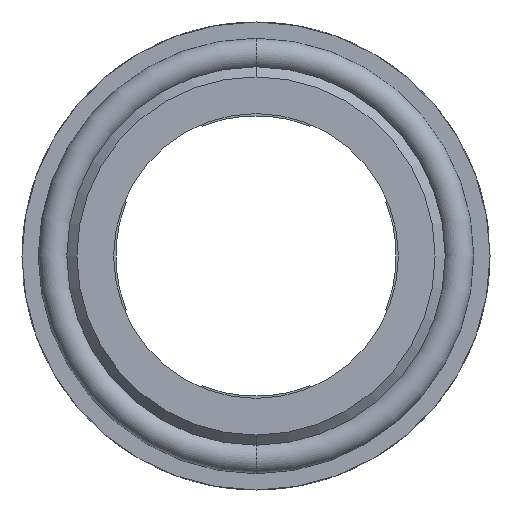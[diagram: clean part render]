
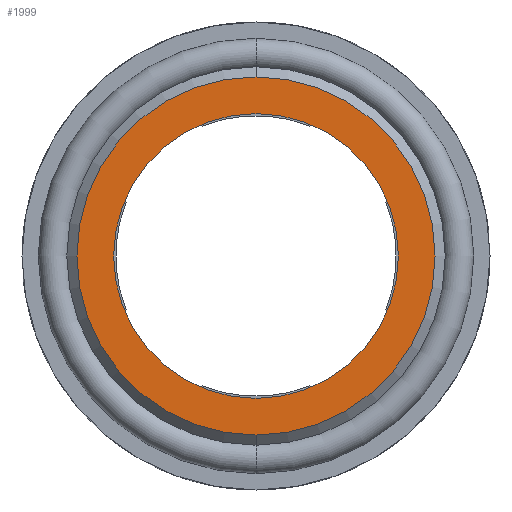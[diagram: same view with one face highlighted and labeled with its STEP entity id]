
A CAD part, front view. The second image highlights one B-rep face of the part: STEP entity #1999.
In plain terms, the highlighted planar face has unit normal (0, -1, 0).
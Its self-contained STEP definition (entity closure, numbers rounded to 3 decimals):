
#18 = AXIS2_PLACEMENT_3D ( 'NONE', #1753, #1752, #1751 ) ;
#20 = AXIS2_PLACEMENT_3D ( 'NONE', #1668, #1667, #1666 ) ;
#388 = EDGE_LOOP ( 'NONE', ( #1466, #1464 ) ) ;
#389 = EDGE_LOOP ( 'NONE', ( #1470, #1462 ) ) ;
#803 = AXIS2_PLACEMENT_3D ( 'NONE', #2032, #2036, #2037 ) ;
#805 = AXIS2_PLACEMENT_3D ( 'NONE', #2038, #2039, #2040 ) ;
#955 = EDGE_CURVE ( 'NONE', #1275, #1276, #1118, .T. ) ;
#963 = EDGE_CURVE ( 'NONE', #1273, #1274, #1125, .T. ) ;
#1061 = CIRCLE ( 'NONE', #803, 8.8 ) ;
#1062 = CIRCLE ( 'NONE', #805, 7. ) ;
#1118 = CIRCLE ( 'NONE', #18, 7. ) ;
#1125 = CIRCLE ( 'NONE', #20, 8.8 ) ;
#1230 = EDGE_CURVE ( 'NONE', #1274, #1273, #1061, .T. ) ;
#1231 = EDGE_CURVE ( 'NONE', #1276, #1275, #1062, .T. ) ;
#1273 = VERTEX_POINT ( 'NONE', #2122 ) ;
#1274 = VERTEX_POINT ( 'NONE', #2123 ) ;
#1275 = VERTEX_POINT ( 'NONE', #2124 ) ;
#1276 = VERTEX_POINT ( 'NONE', #2125 ) ;
#1462 = ORIENTED_EDGE ( 'NONE', *, *, #955, .T. ) ;
#1464 = ORIENTED_EDGE ( 'NONE', *, *, #963, .T. ) ;
#1466 = ORIENTED_EDGE ( 'NONE', *, *, #1230, .T. ) ;
#1470 = ORIENTED_EDGE ( 'NONE', *, *, #1231, .T. ) ;
#1534 = FACE_OUTER_BOUND ( 'NONE', #388, .T. ) ;
#1537 = FACE_BOUND ( 'NONE', #389, .T. ) ;
#1539 = AXIS2_PLACEMENT_3D ( 'NONE', #2254, #2255, #2256 ) ;
#1666 = DIRECTION ( 'NONE',  ( 0., 0., 1. ) ) ;
#1667 = DIRECTION ( 'NONE',  ( 0., -1., 0. ) ) ;
#1668 = CARTESIAN_POINT ( 'NONE',  ( 0., -9.852, 0. ) ) ;
#1751 = DIRECTION ( 'NONE',  ( 0., 0., 1. ) ) ;
#1752 = DIRECTION ( 'NONE',  ( 0., 1., 0. ) ) ;
#1753 = CARTESIAN_POINT ( 'NONE',  ( 0., -9.852, 0. ) ) ;
#1999 = ADVANCED_FACE ( 'NONE', ( #1534, #1537 ), #2253, .F. ) ;
#2032 = CARTESIAN_POINT ( 'NONE',  ( 0., -9.852, 0. ) ) ;
#2036 = DIRECTION ( 'NONE',  ( 0., -1., 0. ) ) ;
#2037 = DIRECTION ( 'NONE',  ( 0., 0., 1. ) ) ;
#2038 = CARTESIAN_POINT ( 'NONE',  ( 0., -9.852, 0. ) ) ;
#2039 = DIRECTION ( 'NONE',  ( 0., 1., 0. ) ) ;
#2040 = DIRECTION ( 'NONE',  ( 0., 0., 1. ) ) ;
#2122 = CARTESIAN_POINT ( 'NONE',  ( 0., -9.852, -8.8 ) ) ;
#2123 = CARTESIAN_POINT ( 'NONE',  ( 0., -9.852, 8.8 ) ) ;
#2124 = CARTESIAN_POINT ( 'NONE',  ( 0., -9.852, -7. ) ) ;
#2125 = CARTESIAN_POINT ( 'NONE',  ( 0., -9.852, 7. ) ) ;
#2253 = PLANE ( 'NONE',  #1539 ) ;
#2254 = CARTESIAN_POINT ( 'NONE',  ( 9.3, -9.852, 0. ) ) ;
#2255 = DIRECTION ( 'NONE',  ( 0., 1., 0. ) ) ;
#2256 = DIRECTION ( 'NONE',  ( 0., 0., 1. ) ) ;
